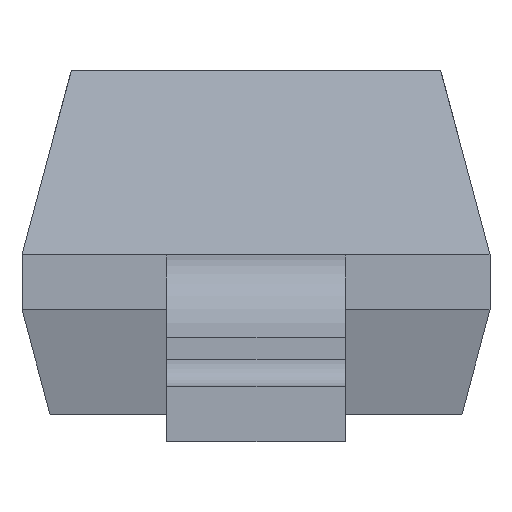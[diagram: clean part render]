
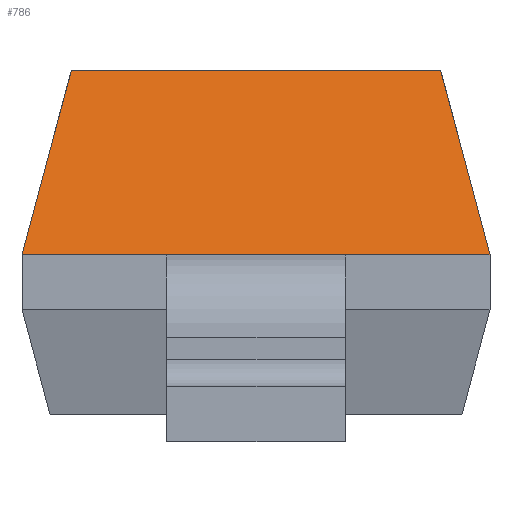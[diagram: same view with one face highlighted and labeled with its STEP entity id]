
A CAD part, left-side view. The second image highlights one B-rep face of the part: STEP entity #786.
In plain terms, the highlighted planar face has unit normal (-0.966, 0, 0.259).
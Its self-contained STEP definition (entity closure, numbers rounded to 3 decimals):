
#50=FACE_OUTER_BOUND('',#98,.T.);
#98=EDGE_LOOP('',(#525,#526,#527,#528));
#149=LINE('',#1141,#245);
#150=LINE('',#1143,#246);
#151=LINE('',#1145,#247);
#152=LINE('',#1146,#248);
#245=VECTOR('',#912,1.7);
#246=VECTOR('',#913,0.716);
#247=VECTOR('',#914,1.341);
#248=VECTOR('',#915,0.716);
#341=VERTEX_POINT('',#1139);
#342=VERTEX_POINT('',#1140);
#343=VERTEX_POINT('',#1142);
#344=VERTEX_POINT('',#1144);
#413=EDGE_CURVE('',#341,#342,#149,.T.);
#414=EDGE_CURVE('',#343,#341,#150,.T.);
#415=EDGE_CURVE('',#344,#343,#151,.T.);
#416=EDGE_CURVE('',#344,#342,#152,.T.);
#525=ORIENTED_EDGE('',*,*,#413,.F.);
#526=ORIENTED_EDGE('',*,*,#414,.F.);
#527=ORIENTED_EDGE('',*,*,#415,.F.);
#528=ORIENTED_EDGE('',*,*,#416,.T.);
#746=PLANE('',#839);
#786=ADVANCED_FACE('',(#50),#746,.T.);
#839=AXIS2_PLACEMENT_3D('',#1138,#910,#911);
#910=DIRECTION('center_axis',(-0.966,0.,
0.259));
#911=DIRECTION('ref_axis',(0.,-1.,0.));
#912=DIRECTION('',(0.,1.,0.));
#913=DIRECTION('',(-0.251,-0.251,-0.935));
#914=DIRECTION('',(0.,-1.,0.));
#915=DIRECTION('',(-0.251,0.251,-0.935));
#1138=CARTESIAN_POINT('Origin',(-1.259,0.99,1.3));
#1139=CARTESIAN_POINT('',(-1.425,-0.85,0.68));
#1140=CARTESIAN_POINT('',(-1.425,0.85,0.68));
#1141=CARTESIAN_POINT('',(-1.425,-0.35,0.68));
#1142=CARTESIAN_POINT('',(-1.245,-0.67,1.35));
#1143=CARTESIAN_POINT('',(-1.267,-0.692,1.27));
#1144=CARTESIAN_POINT('',(-1.245,0.67,1.35));
#1145=CARTESIAN_POINT('',(-1.245,0.903,1.35));
#1146=CARTESIAN_POINT('',(-1.267,0.692,1.27));
